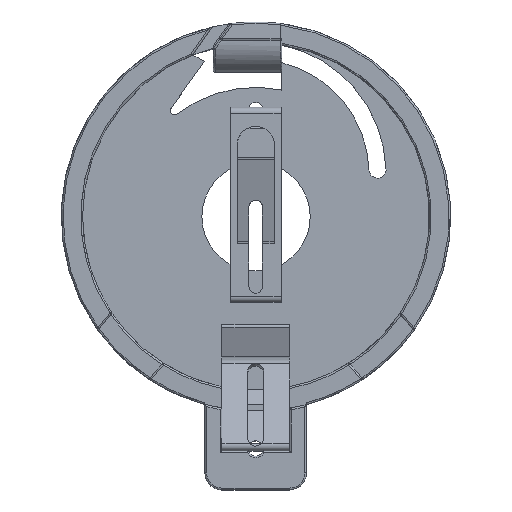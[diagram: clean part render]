
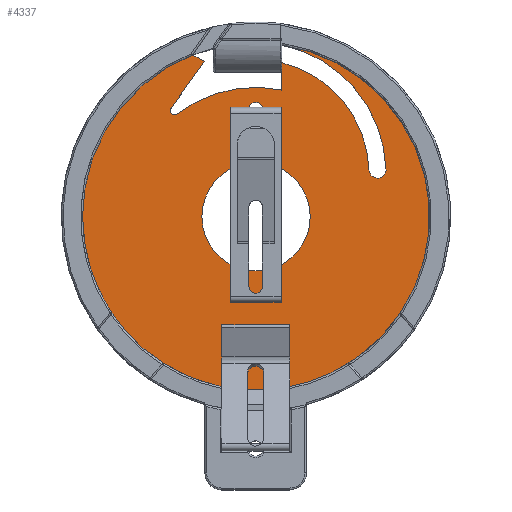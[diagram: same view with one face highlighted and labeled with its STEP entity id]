
A CAD part, top view. The second image highlights one B-rep face of the part: STEP entity #4337.
In plain terms, the highlighted planar face has unit normal (0, 0, 1).
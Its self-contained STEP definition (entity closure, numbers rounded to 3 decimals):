
#73=FACE_BOUND('',#707,.T.);
#74=FACE_BOUND('',#708,.T.);
#465=FACE_OUTER_BOUND('',#706,.T.);
#706=EDGE_LOOP('',(#3917,#3918,#3919,#3920,#3921,#3922,#3923,#3924,#3925,
#3926,#3927,#3928));
#707=EDGE_LOOP('',(#3929));
#708=EDGE_LOOP('',(#3930));
#769=CIRCLE('',#4492,10.25);
#792=CIRCLE('',#4540,10.25);
#920=CIRCLE('',#4807,10.25);
#922=CIRCLE('',#4810,3.2);
#924=CIRCLE('',#4813,0.45);
#928=CIRCLE('',#4820,0.253);
#930=CIRCLE('',#4823,7.622);
#932=CIRCLE('',#4827,6.75);
#934=CIRCLE('',#4830,0.505);
#936=CIRCLE('',#4833,7.759);
#1287=LINE('',#7824,#1652);
#1290=LINE('',#7830,#1655);
#1295=LINE('',#7848,#1660);
#1301=LINE('',#7870,#1666);
#1652=VECTOR('',#6093,10.);
#1655=VECTOR('',#6098,10.);
#1660=VECTOR('',#6117,10.);
#1666=VECTOR('',#6143,10.);
#1798=VERTEX_POINT('',#6572);
#1824=VERTEX_POINT('',#6642);
#1876=VERTEX_POINT('',#6918);
#2049=VERTEX_POINT('',#7803);
#2050=VERTEX_POINT('',#7808);
#2052=VERTEX_POINT('',#7814);
#2055=VERTEX_POINT('',#7823);
#2057=VERTEX_POINT('',#7829);
#2059=VERTEX_POINT('',#7835);
#2061=VERTEX_POINT('',#7841);
#2063=VERTEX_POINT('',#7847);
#2065=VERTEX_POINT('',#7853);
#2067=VERTEX_POINT('',#7859);
#2069=VERTEX_POINT('',#7865);
#2294=EDGE_CURVE('',#1798,#1824,#769,.T.);
#2367=EDGE_CURVE('',#1876,#1798,#792,.T.);
#2675=EDGE_CURVE('',#2049,#1876,#920,.T.);
#2678=EDGE_CURVE('',#2050,#2050,#922,.T.);
#2681=EDGE_CURVE('',#2052,#2052,#924,.T.);
#2686=EDGE_CURVE('',#2055,#2049,#1287,.T.);
#2689=EDGE_CURVE('',#2057,#2055,#1290,.T.);
#2692=EDGE_CURVE('',#2059,#2057,#928,.T.);
#2695=EDGE_CURVE('',#2061,#2059,#930,.T.);
#2698=EDGE_CURVE('',#2063,#2061,#1295,.T.);
#2701=EDGE_CURVE('',#2065,#2063,#932,.T.);
#2704=EDGE_CURVE('',#2067,#2065,#934,.T.);
#2707=EDGE_CURVE('',#2069,#2067,#936,.T.);
#2710=EDGE_CURVE('',#1824,#2069,#1301,.T.);
#3917=ORIENTED_EDGE('',*,*,#2675,.T.);
#3918=ORIENTED_EDGE('',*,*,#2367,.T.);
#3919=ORIENTED_EDGE('',*,*,#2294,.T.);
#3920=ORIENTED_EDGE('',*,*,#2710,.T.);
#3921=ORIENTED_EDGE('',*,*,#2707,.T.);
#3922=ORIENTED_EDGE('',*,*,#2704,.T.);
#3923=ORIENTED_EDGE('',*,*,#2701,.T.);
#3924=ORIENTED_EDGE('',*,*,#2698,.T.);
#3925=ORIENTED_EDGE('',*,*,#2695,.T.);
#3926=ORIENTED_EDGE('',*,*,#2692,.T.);
#3927=ORIENTED_EDGE('',*,*,#2689,.T.);
#3928=ORIENTED_EDGE('',*,*,#2686,.T.);
#3929=ORIENTED_EDGE('',*,*,#2681,.T.);
#3930=ORIENTED_EDGE('',*,*,#2678,.T.);
#4098=PLANE('',#4835);
#4337=ADVANCED_FACE('',(#465,#73,#74),#4098,.T.);
#4492=AXIS2_PLACEMENT_3D('',#6644,#5254,#5255);
#4540=AXIS2_PLACEMENT_3D('',#6919,#5383,#5384);
#4807=AXIS2_PLACEMENT_3D('',#7804,#6069,#6070);
#4810=AXIS2_PLACEMENT_3D('',#7809,#6076,#6077);
#4813=AXIS2_PLACEMENT_3D('',#7815,#6083,#6084);
#4820=AXIS2_PLACEMENT_3D('',#7836,#6104,#6105);
#4823=AXIS2_PLACEMENT_3D('',#7842,#6111,#6112);
#4827=AXIS2_PLACEMENT_3D('',#7854,#6123,#6124);
#4830=AXIS2_PLACEMENT_3D('',#7860,#6130,#6131);
#4833=AXIS2_PLACEMENT_3D('',#7866,#6137,#6138);
#4835=AXIS2_PLACEMENT_3D('',#7871,#6144,#6145);
#5254=DIRECTION('center_axis',(0.,0.,1.));
#5255=DIRECTION('ref_axis',(1.,0.,0.));
#5383=DIRECTION('center_axis',(0.,0.,1.));
#5384=DIRECTION('ref_axis',(1.,0.,0.));
#6069=DIRECTION('center_axis',(0.,0.,1.));
#6070=DIRECTION('ref_axis',(1.,0.,0.));
#6076=DIRECTION('center_axis',(0.,0.,-1.));
#6077=DIRECTION('ref_axis',(1.,0.,0.));
#6083=DIRECTION('center_axis',(0.,0.,-1.));
#6084=DIRECTION('ref_axis',(1.,0.,0.));
#6093=DIRECTION('',(-0.878,0.479,0.));
#6098=DIRECTION('',(0.578,0.816,0.));
#6104=DIRECTION('center_axis',(0.,0.,-1.));
#6105=DIRECTION('ref_axis',(-0.816,0.578,0.));
#6111=DIRECTION('center_axis',(0.,0.,1.));
#6112=DIRECTION('ref_axis',(0.203,0.979,0.));
#6117=DIRECTION('',(0.,-1.,0.));
#6123=DIRECTION('center_axis',(0.,0.,1.));
#6124=DIRECTION('ref_axis',(0.999,0.033,0.));
#6130=DIRECTION('center_axis',(0.,0.,-1.));
#6131=DIRECTION('ref_axis',(-0.999,-0.033,0.));
#6137=DIRECTION('center_axis',(0.,0.,-1.));
#6138=DIRECTION('ref_axis',(1.,0.029,0.));
#6143=DIRECTION('',(0.,-1.,0.));
#6144=DIRECTION('center_axis',(0.,0.,1.));
#6145=DIRECTION('ref_axis',(1.,0.,0.));
#6572=CARTESIAN_POINT('',(-1.111,22.856,1.8));
#6642=CARTESIAN_POINT('',(10.665,32.991,1.8));
#6644=CARTESIAN_POINT('Origin',(9.139,22.856,1.8));
#6918=CARTESIAN_POINT('',(5.367,32.386,1.8));
#6919=CARTESIAN_POINT('Origin',(9.139,22.856,1.8));
#7803=CARTESIAN_POINT('',(5.409,32.403,1.8));
#7804=CARTESIAN_POINT('Origin',(9.139,22.856,1.8));
#7808=CARTESIAN_POINT('',(5.939,22.856,1.8));
#7809=CARTESIAN_POINT('Origin',(9.139,22.856,1.8));
#7814=CARTESIAN_POINT('',(8.671,29.155,1.8));
#7815=CARTESIAN_POINT('Origin',(9.121,29.155,1.8));
#7823=CARTESIAN_POINT('',(6.086,32.033,1.8));
#7824=CARTESIAN_POINT('',(5.409,32.403,1.8));
#7829=CARTESIAN_POINT('',(4.122,29.261,1.8));
#7830=CARTESIAN_POINT('',(6.086,32.033,1.8));
#7835=CARTESIAN_POINT('',(4.435,28.886,1.8));
#7836=CARTESIAN_POINT('Origin',(4.328,29.115,1.8));
#7841=CARTESIAN_POINT('',(10.665,30.337,1.8));
#7842=CARTESIAN_POINT('Origin',(9.119,22.874,1.8));
#7847=CARTESIAN_POINT('',(10.665,31.954,1.8));
#7848=CARTESIAN_POINT('',(10.665,31.954,1.8));
#7853=CARTESIAN_POINT('',(15.808,25.622,1.8));
#7854=CARTESIAN_POINT('Origin',(9.062,25.397,1.8));
#7859=CARTESIAN_POINT('',(16.815,25.689,1.8));
#7860=CARTESIAN_POINT('Origin',(16.313,25.639,1.8));
#7865=CARTESIAN_POINT('',(10.665,32.989,1.8));
#7866=CARTESIAN_POINT('Origin',(9.062,25.397,1.8));
#7870=CARTESIAN_POINT('',(10.665,32.991,1.8));
#7871=CARTESIAN_POINT('Origin',(9.139,22.799,1.8));
